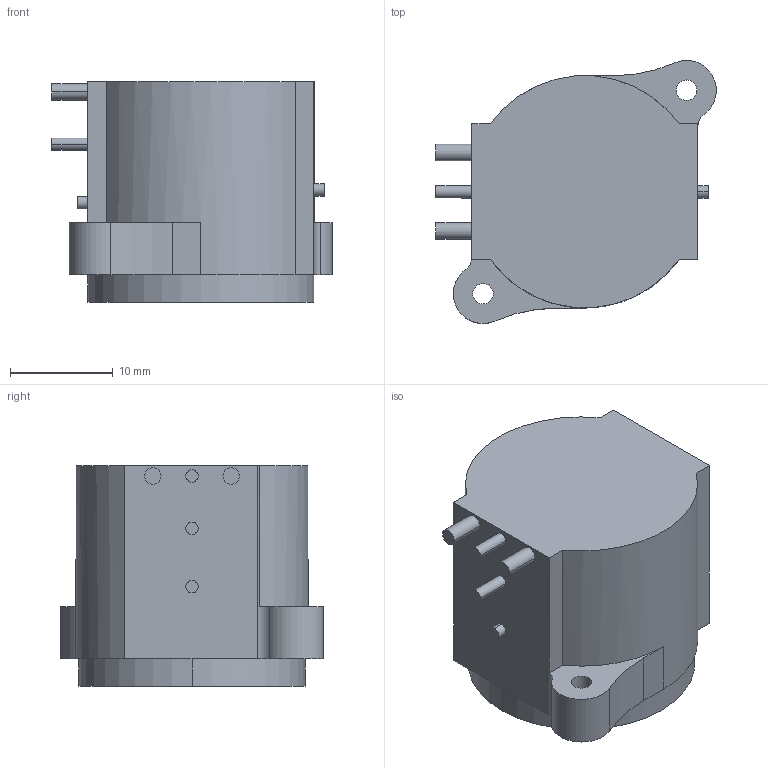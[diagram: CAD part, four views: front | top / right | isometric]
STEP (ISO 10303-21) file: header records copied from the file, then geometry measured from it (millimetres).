
FILE_DESCRIPTION((''),'2;1');
FILE_NAME('D-NC3MAHR','2017-11-22T',('odo'),(''),'CREO PARAMETRIC BY PTC INC, 2017020','CREO PARAMETRIC BY PTC INC, 2017020','');
FILE_SCHEMA(('CONFIG_CONTROL_DESIGN'));
Length unit declared in the file: millimetre
Products named in the file (1): D-NC3MAHR
Bounding box: 27.29 x 25.59 x 21.5 mm (x, y, z)
Volume: 6545.7 mm3; surface area: 3717.2 mm2
Topology: 1 solids, 1 shells, 64 faces, 146 edges, 94 vertices
Faces by surface type: cylinder 34, plane 24, bspline 6
Entity records: 2018 total; most frequent: CARTESIAN_POINT 466, DIRECTION 346, ORIENTED_EDGE 292, EDGE_CURVE 146, AXIS2_PLACEMENT_3D 142, VERTEX_POINT 94, CIRCLE 84, EDGE_LOOP 78
